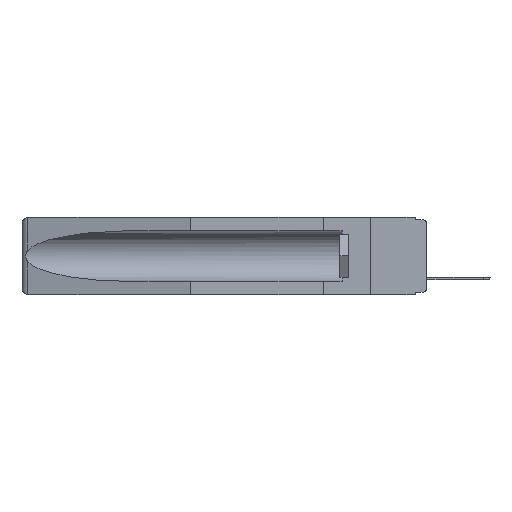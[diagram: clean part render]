
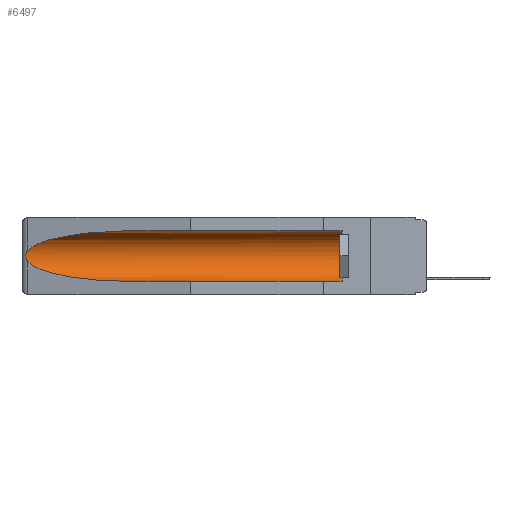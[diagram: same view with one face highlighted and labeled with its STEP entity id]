
A CAD part, left-side view. The second image highlights one B-rep face of the part: STEP entity #6497.
In plain terms, the highlighted cylindrical face has radius 2.857 mm (diameter 5.715 mm), a partial arc.
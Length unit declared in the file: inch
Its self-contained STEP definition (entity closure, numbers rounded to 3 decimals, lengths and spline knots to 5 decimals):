
#115 = CARTESIAN_POINT ( 'NONE',  ( 0.155, 1.07973, -0.059 ) ) ;
#145 = CYLINDRICAL_SURFACE ( 'NONE', #16875, 0.1125 ) ;
#160 = EDGE_CURVE ( 'NONE', #16971, #19744, #7551, .T. ) ;
#287 = CARTESIAN_POINT ( 'NONE',  ( 0.21114, 1.30732, -0.059 ) ) ;
#555 =( BOUNDED_CURVE ( )  B_SPLINE_CURVE ( 3, ( #7395, #287, #7093, #3968 ),
 .UNSPECIFIED., .F., .F. ) 
 B_SPLINE_CURVE_WITH_KNOTS ( ( 4, 4 ),
 ( 4.71239, 6.08839 ),
 .UNSPECIFIED. ) 
 CURVE ( )  GEOMETRIC_REPRESENTATION_ITEM ( )  RATIONAL_B_SPLINE_CURVE ( ( 1., 0.848, 0.848, 1. ) ) 
 REPRESENTATION_ITEM ( '' )  );
#925 = CARTESIAN_POINT ( 'NONE',  ( 0.26537, 1.52718, -0.14972 ) ) ;
#1212 = ORIENTED_EDGE ( 'NONE', *, *, #18164, .T. ) ;
#1257 = EDGE_CURVE ( 'NONE', #19744, #19913, #15807, .T. ) ;
#1881 = VECTOR ( 'NONE', #20981, 39.37008 ) ;
#2418 = VERTEX_POINT ( 'NONE', #8432 ) ;
#2474 = VERTEX_POINT ( 'NONE', #115 ) ;
#2501 = CARTESIAN_POINT ( 'NONE',  ( 0.2675, 1.53308, -0.17534 ) ) ;
#2576 = CARTESIAN_POINT ( 'NONE',  ( 0.26597, 1.5296, -0.19026 ) ) ;
#2728 = CARTESIAN_POINT ( 'NONE',  ( 0.26654, 1.53092, -0.15636 ) ) ;
#3733 = CARTESIAN_POINT ( 'NONE',  ( 0.155, 0.126, -0.284 ) ) ;
#3814 = CARTESIAN_POINT ( 'NONE',  ( 0.155, 0.126, -0.1715 ) ) ;
#3968 = CARTESIAN_POINT ( 'NONE',  ( 0.26537, 1.52718, -0.14972 ) ) ;
#3990 = CARTESIAN_POINT ( 'NONE',  ( 0.155, 1.07973, -0.284 ) ) ;
#4087 = CARTESIAN_POINT ( 'NONE',  ( 0.2673, 1.53269, -0.17917 ) ) ;
#5056 = DIRECTION ( 'NONE',  ( 0., 1., 0. ) ) ;
#5632 = CARTESIAN_POINT ( 'NONE',  ( 0.21114, 1.30732, -0.284 ) ) ;
#5910 = LINE ( 'NONE', #17732, #1881 ) ;
#6021 = CARTESIAN_POINT ( 'NONE',  ( 0.26537, 1.52718, -0.19328 ) ) ;
#6497 = ADVANCED_FACE ( 'NONE', ( #9575 ), #145, .F. ) ;
#7093 = CARTESIAN_POINT ( 'NONE',  ( 0.25451, 1.48313, -0.09465 ) ) ;
#7172 = CIRCLE ( 'NONE', #21351, 0.1125 ) ;
#7395 = CARTESIAN_POINT ( 'NONE',  ( 0.155, 1.07973, -0.059 ) ) ;
#7551 = B_SPLINE_CURVE_WITH_KNOTS ( 'NONE', 3,
 ( #925, #16383, #2728, #9569, #19700, #2501, #4087, #9422, #2576, #6021 ),
 .UNSPECIFIED., .F., .F.,
 ( 4, 2, 2, 2, 4 ),
 ( 0., 0.00029, 0.00058, 0.00087, 0.00117 ),
 .UNSPECIFIED. ) ;
#8432 = CARTESIAN_POINT ( 'NONE',  ( 0.155, 0.126, -0.059 ) ) ;
#9422 = CARTESIAN_POINT ( 'NONE',  ( 0.26655, 1.53094, -0.18657 ) ) ;
#9538 = ORIENTED_EDGE ( 'NONE', *, *, #1257, .T. ) ;
#9569 = CARTESIAN_POINT ( 'NONE',  ( 0.2673, 1.5327, -0.16383 ) ) ;
#9575 = FACE_OUTER_BOUND ( 'NONE', #15749, .T. ) ;
#10609 = ORIENTED_EDGE ( 'NONE', *, *, #160, .T. ) ;
#10789 = DIRECTION ( 'NONE',  ( 0., -1., 0. ) ) ;
#12933 = CARTESIAN_POINT ( 'NONE',  ( 0.26537, 1.52718, -0.19328 ) ) ;
#13732 = CARTESIAN_POINT ( 'NONE',  ( 0.155, 1.07973, -0.284 ) ) ;
#14292 = DIRECTION ( 'NONE',  ( 0., 1., 0. ) ) ;
#14449 = CARTESIAN_POINT ( 'NONE',  ( 0.155, -0.30754, -0.284 ) ) ;
#14762 = EDGE_CURVE ( 'NONE', #2474, #16971, #555, .T. ) ;
#14828 = ORIENTED_EDGE ( 'NONE', *, *, #16787, .F. ) ;
#14835 = EDGE_CURVE ( 'NONE', #18708, #2418, #7172, .T. ) ;
#15229 = ORIENTED_EDGE ( 'NONE', *, *, #14835, .T. ) ;
#15318 = CARTESIAN_POINT ( 'NONE',  ( 0.155, -0.30754, -0.1715 ) ) ;
#15749 = EDGE_LOOP ( 'NONE', ( #19266, #10609, #9538, #14828, #15229, #1212 ) ) ;
#15807 =( BOUNDED_CURVE ( )  B_SPLINE_CURVE ( 3, ( #18649, #18859, #5632, #3990 ),
 .UNSPECIFIED., .F., .F. ) 
 B_SPLINE_CURVE_WITH_KNOTS ( ( 4, 4 ),
 ( 0.1948, 1.5708 ),
 .UNSPECIFIED. ) 
 CURVE ( )  GEOMETRIC_REPRESENTATION_ITEM ( )  RATIONAL_B_SPLINE_CURVE ( ( 1., 0.848, 0.848, 1. ) ) 
 REPRESENTATION_ITEM ( '' )  );
#16383 = CARTESIAN_POINT ( 'NONE',  ( 0.26597, 1.52961, -0.15275 ) ) ;
#16787 = EDGE_CURVE ( 'NONE', #18708, #19913, #20559, .T. ) ;
#16843 = DIRECTION ( 'NONE',  ( 0., 0., 1. ) ) ;
#16875 = AXIS2_PLACEMENT_3D ( 'NONE', #15318, #5056, #16843 ) ;
#16971 = VERTEX_POINT ( 'NONE', #18756 ) ;
#17732 = CARTESIAN_POINT ( 'NONE',  ( 0.155, -0.30754, -0.059 ) ) ;
#18164 = EDGE_CURVE ( 'NONE', #2418, #2474, #5910, .T. ) ;
#18397 = VECTOR ( 'NONE', #14292, 39.37008 ) ;
#18649 = CARTESIAN_POINT ( 'NONE',  ( 0.26537, 1.52718, -0.19328 ) ) ;
#18708 = VERTEX_POINT ( 'NONE', #3733 ) ;
#18756 = CARTESIAN_POINT ( 'NONE',  ( 0.26537, 1.52718, -0.14972 ) ) ;
#18859 = CARTESIAN_POINT ( 'NONE',  ( 0.25451, 1.48313, -0.24835 ) ) ;
#19266 = ORIENTED_EDGE ( 'NONE', *, *, #14762, .T. ) ;
#19506 = DIRECTION ( 'NONE',  ( 0., 0., 1. ) ) ;
#19700 = CARTESIAN_POINT ( 'NONE',  ( 0.2675, 1.53308, -0.16763 ) ) ;
#19744 = VERTEX_POINT ( 'NONE', #12933 ) ;
#19913 = VERTEX_POINT ( 'NONE', #13732 ) ;
#20559 = LINE ( 'NONE', #14449, #18397 ) ;
#20981 = DIRECTION ( 'NONE',  ( 0., 1., 0. ) ) ;
#21351 = AXIS2_PLACEMENT_3D ( 'NONE', #3814, #10789, #19506 ) ;
